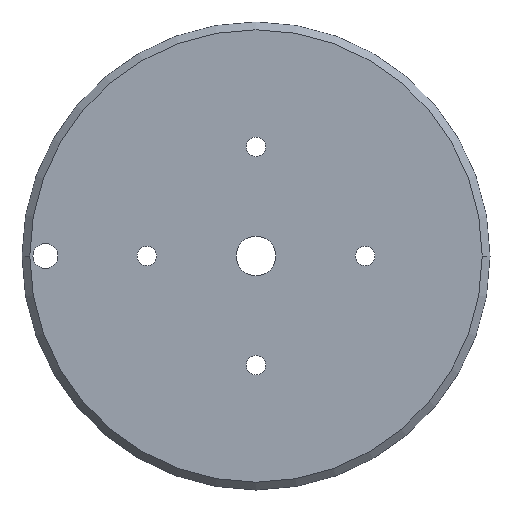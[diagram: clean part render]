
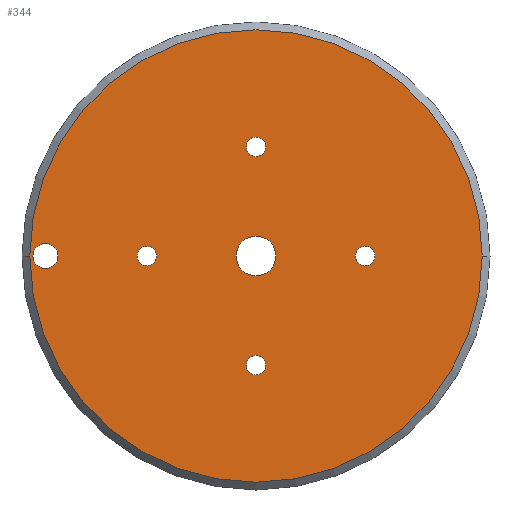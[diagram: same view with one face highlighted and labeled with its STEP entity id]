
A CAD part, front view. The second image highlights one B-rep face of the part: STEP entity #344.
In plain terms, the highlighted planar face has unit normal (0, -1, 0).
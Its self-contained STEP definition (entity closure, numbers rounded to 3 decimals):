
#1=CARTESIAN_POINT('',(0.,0.,0.));
#2=DIRECTION('',(0.,1.,0.));
#3=DIRECTION('',(1.,0.,0.));
#4=AXIS2_PLACEMENT_3D('',#1,#2,#3);
#6=CARTESIAN_POINT('',(0.,0.,0.));
#7=DIRECTION('',(0.,1.,0.));
#8=DIRECTION('',(-1.,0.,0.));
#9=AXIS2_PLACEMENT_3D('',#6,#7,#8);
#11=CARTESIAN_POINT('',(0.,0.,-14.));
#12=DIRECTION('',(0.,1.,0.));
#13=DIRECTION('',(1.,0.,0.));
#14=AXIS2_PLACEMENT_3D('',#11,#12,#13);
#16=CARTESIAN_POINT('',(0.,0.,-14.));
#17=DIRECTION('',(0.,1.,0.));
#18=DIRECTION('',(-1.,0.,0.));
#19=AXIS2_PLACEMENT_3D('',#16,#17,#18);
#21=CARTESIAN_POINT('',(-14.,0.,0.));
#22=DIRECTION('',(0.,1.,0.));
#23=DIRECTION('',(1.,0.,0.));
#24=AXIS2_PLACEMENT_3D('',#21,#22,#23);
#26=CARTESIAN_POINT('',(-14.,0.,0.));
#27=DIRECTION('',(0.,1.,0.));
#28=DIRECTION('',(-1.,0.,0.));
#29=AXIS2_PLACEMENT_3D('',#26,#27,#28);
#31=CARTESIAN_POINT('',(0.,0.,14.));
#32=DIRECTION('',(0.,1.,0.));
#33=DIRECTION('',(1.,0.,0.));
#34=AXIS2_PLACEMENT_3D('',#31,#32,#33);
#36=CARTESIAN_POINT('',(0.,0.,14.));
#37=DIRECTION('',(0.,1.,0.));
#38=DIRECTION('',(-1.,0.,0.));
#39=AXIS2_PLACEMENT_3D('',#36,#37,#38);
#41=CARTESIAN_POINT('',(14.,0.,0.));
#42=DIRECTION('',(0.,1.,0.));
#43=DIRECTION('',(1.,0.,0.));
#44=AXIS2_PLACEMENT_3D('',#41,#42,#43);
#46=CARTESIAN_POINT('',(14.,0.,0.));
#47=DIRECTION('',(0.,1.,0.));
#48=DIRECTION('',(-1.,0.,0.));
#49=AXIS2_PLACEMENT_3D('',#46,#47,#48);
#51=CARTESIAN_POINT('',(-27.,0.,0.));
#52=DIRECTION('',(0.,1.,0.));
#53=DIRECTION('',(1.,0.,0.));
#54=AXIS2_PLACEMENT_3D('',#51,#52,#53);
#56=CARTESIAN_POINT('',(-27.,0.,0.));
#57=DIRECTION('',(0.,1.,0.));
#58=DIRECTION('',(-1.,0.,0.));
#59=AXIS2_PLACEMENT_3D('',#56,#57,#58);
#61=CARTESIAN_POINT('',(0.,0.,0.));
#62=DIRECTION('',(0.,-1.,0.));
#63=DIRECTION('',(-1.,0.,0.));
#64=AXIS2_PLACEMENT_3D('',#61,#62,#63);
#66=CARTESIAN_POINT('',(0.,0.,0.));
#67=DIRECTION('',(0.,-1.,0.));
#68=DIRECTION('',(1.,0.,0.));
#69=AXIS2_PLACEMENT_3D('',#66,#67,#68);
#233=CARTESIAN_POINT('',(2.55,0.,0.));
#234=CARTESIAN_POINT('',(-2.55,0.,0.));
#235=VERTEX_POINT('',#233);
#236=VERTEX_POINT('',#234);
#237=CARTESIAN_POINT('',(1.25,0.,-14.));
#238=CARTESIAN_POINT('',(-1.25,0.,-14.));
#239=VERTEX_POINT('',#237);
#240=VERTEX_POINT('',#238);
#241=CARTESIAN_POINT('',(-12.75,0.,0.));
#242=CARTESIAN_POINT('',(-15.25,0.,0.));
#243=VERTEX_POINT('',#241);
#244=VERTEX_POINT('',#242);
#245=CARTESIAN_POINT('',(1.25,0.,14.));
#246=CARTESIAN_POINT('',(-1.25,0.,14.));
#247=VERTEX_POINT('',#245);
#248=VERTEX_POINT('',#246);
#249=CARTESIAN_POINT('',(15.25,0.,0.));
#250=CARTESIAN_POINT('',(12.75,0.,0.));
#251=VERTEX_POINT('',#249);
#252=VERTEX_POINT('',#250);
#273=CARTESIAN_POINT('',(-25.4,0.,0.));
#274=CARTESIAN_POINT('',(-28.6,0.,0.));
#275=VERTEX_POINT('',#273);
#276=VERTEX_POINT('',#274);
#289=CARTESIAN_POINT('',(-29.,0.,0.));
#290=CARTESIAN_POINT('',(29.,0.,0.));
#291=VERTEX_POINT('',#289);
#292=VERTEX_POINT('',#290);
#297=CARTESIAN_POINT('',(0.,0.,0.));
#298=DIRECTION('',(0.,1.,0.));
#299=DIRECTION('',(1.,0.,0.));
#300=AXIS2_PLACEMENT_3D('',#297,#298,#299);
#301=PLANE('',#300);
#303=ORIENTED_EDGE('',*,*,#302,.F.);
#305=ORIENTED_EDGE('',*,*,#304,.F.);
#306=EDGE_LOOP('',(#303,#305));
#307=FACE_OUTER_BOUND('',#306,.F.);
#309=ORIENTED_EDGE('',*,*,#308,.F.);
#311=ORIENTED_EDGE('',*,*,#310,.F.);
#312=EDGE_LOOP('',(#309,#311));
#313=FACE_BOUND('',#312,.F.);
#315=ORIENTED_EDGE('',*,*,#314,.F.);
#317=ORIENTED_EDGE('',*,*,#316,.F.);
#318=EDGE_LOOP('',(#315,#317));
#319=FACE_BOUND('',#318,.F.);
#321=ORIENTED_EDGE('',*,*,#320,.F.);
#323=ORIENTED_EDGE('',*,*,#322,.F.);
#324=EDGE_LOOP('',(#321,#323));
#325=FACE_BOUND('',#324,.F.);
#327=ORIENTED_EDGE('',*,*,#326,.F.);
#329=ORIENTED_EDGE('',*,*,#328,.F.);
#330=EDGE_LOOP('',(#327,#329));
#331=FACE_BOUND('',#330,.F.);
#333=ORIENTED_EDGE('',*,*,#332,.F.);
#335=ORIENTED_EDGE('',*,*,#334,.F.);
#336=EDGE_LOOP('',(#333,#335));
#337=FACE_BOUND('',#336,.F.);
#339=ORIENTED_EDGE('',*,*,#338,.F.);
#341=ORIENTED_EDGE('',*,*,#340,.F.);
#342=EDGE_LOOP('',(#339,#341));
#343=FACE_BOUND('',#342,.F.);
#344=ADVANCED_FACE('',(#307,#313,#319,#325,#331,#337,#343),#301,.F.);
#5=CIRCLE('',#4,2.55);
#10=CIRCLE('',#9,2.55);
#15=CIRCLE('',#14,1.25);
#20=CIRCLE('',#19,1.25);
#25=CIRCLE('',#24,1.25);
#30=CIRCLE('',#29,1.25);
#35=CIRCLE('',#34,1.25);
#40=CIRCLE('',#39,1.25);
#45=CIRCLE('',#44,1.25);
#50=CIRCLE('',#49,1.25);
#55=CIRCLE('',#54,1.6);
#60=CIRCLE('',#59,1.6);
#65=CIRCLE('',#64,29.);
#70=CIRCLE('',#69,29.);
#302=EDGE_CURVE('',#291,#292,#65,.T.);
#304=EDGE_CURVE('',#292,#291,#70,.T.);
#308=EDGE_CURVE('',#239,#240,#15,.T.);
#310=EDGE_CURVE('',#240,#239,#20,.T.);
#314=EDGE_CURVE('',#243,#244,#25,.T.);
#316=EDGE_CURVE('',#244,#243,#30,.T.);
#320=EDGE_CURVE('',#247,#248,#35,.T.);
#322=EDGE_CURVE('',#248,#247,#40,.T.);
#326=EDGE_CURVE('',#251,#252,#45,.T.);
#328=EDGE_CURVE('',#252,#251,#50,.T.);
#332=EDGE_CURVE('',#275,#276,#55,.T.);
#334=EDGE_CURVE('',#276,#275,#60,.T.);
#338=EDGE_CURVE('',#235,#236,#5,.T.);
#340=EDGE_CURVE('',#236,#235,#10,.T.);
